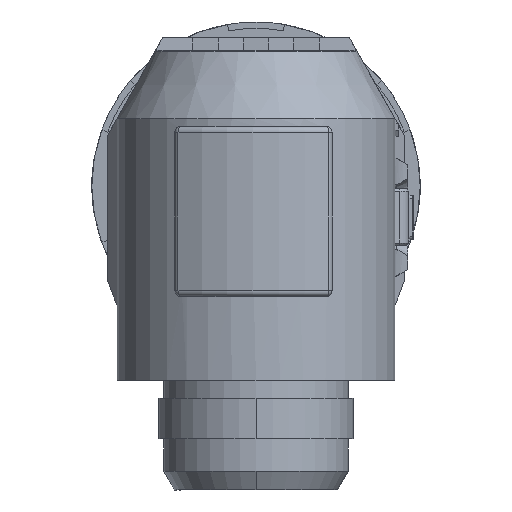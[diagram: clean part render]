
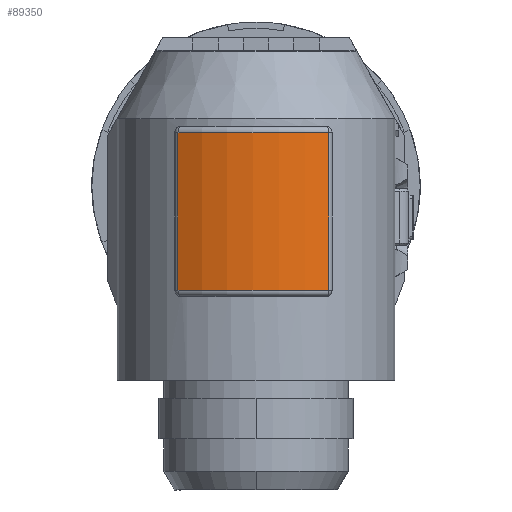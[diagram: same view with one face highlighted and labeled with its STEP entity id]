
A CAD part, left-side view. The second image highlights one B-rep face of the part: STEP entity #89350.
In plain terms, the highlighted cylindrical face has radius 12.3 mm (diameter 24.6 mm), a partial arc.
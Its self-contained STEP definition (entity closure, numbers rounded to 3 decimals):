
#88740=CARTESIAN_POINT('',(17.65,44.616,
48.406));
#88750=VERTEX_POINT('',#88740);
#88960=CARTESIAN_POINT('',(28.05,50.376,
44.319));
#88970=DIRECTION('',(-0.139,0.,
-0.99));
#88980=DIRECTION('',(-0.99,0.,
0.139));
#88990=AXIS2_PLACEMENT_3D('',#88960,#88970,#88980);
#89000=CYLINDRICAL_SURFACE('',#88990,12.3);
#89010=CARTESIAN_POINT('',(17.288,44.616,
45.832));
#89020=DIRECTION('',(-0.139,0.,
-0.99));
#89030=VECTOR('',#89020,1.);
#89040=LINE('',#89010,#89030);
#89050=CARTESIAN_POINT('',(15.91,44.616,
36.028));
#89060=VERTEX_POINT('',#89050);
#89070=EDGE_CURVE('',#88750,#89060,#89040,.T.);
#89080=ORIENTED_EDGE('',*,*,#89070,.F.);
#89090=CARTESIAN_POINT('',(26.672,50.376,
34.516));
#89100=DIRECTION('',(0.139,0.,
0.99));
#89110=DIRECTION('',(-0.99,0.,0.139));
#89120=AXIS2_PLACEMENT_3D('',#89090,#89100,#89110);
#89130=CIRCLE('',#89120,12.3);
#89140=CARTESIAN_POINT('',(16.138,56.552,
35.996));
#89150=VERTEX_POINT('',#89140);
#89160=EDGE_CURVE('',#89150,#89060,#89130,.T.);
#89170=ORIENTED_EDGE('',*,*,#89160,.T.);
#89180=CARTESIAN_POINT('',(17.516,56.552,
45.8));
#89190=DIRECTION('',(-0.139,0.,
-0.99));
#89200=VECTOR('',#89190,1.);
#89210=LINE('',#89180,#89200);
#89220=CARTESIAN_POINT('',(17.878,56.552,
48.374));
#89230=VERTEX_POINT('',#89220);
#89240=EDGE_CURVE('',#89230,#89150,#89210,.T.);
#89250=ORIENTED_EDGE('',*,*,#89240,.T.);
#89260=CARTESIAN_POINT('',(28.412,50.376,
46.894));
#89270=DIRECTION('',(-0.139,0.,
-0.99));
#89280=DIRECTION('',(-0.99,0.,0.139));
#89290=AXIS2_PLACEMENT_3D('',#89260,#89270,#89280);
#89300=CIRCLE('',#89290,12.3);
#89310=EDGE_CURVE('',#88750,#89230,#89300,.T.);
#89320=ORIENTED_EDGE('',*,*,#89310,.T.);
#89330=EDGE_LOOP('',(#89320,#89250,#89170,#89080));
#89340=FACE_OUTER_BOUND('',#89330,.T.);
#89350=ADVANCED_FACE('',(#89340),#89000,.T.);
